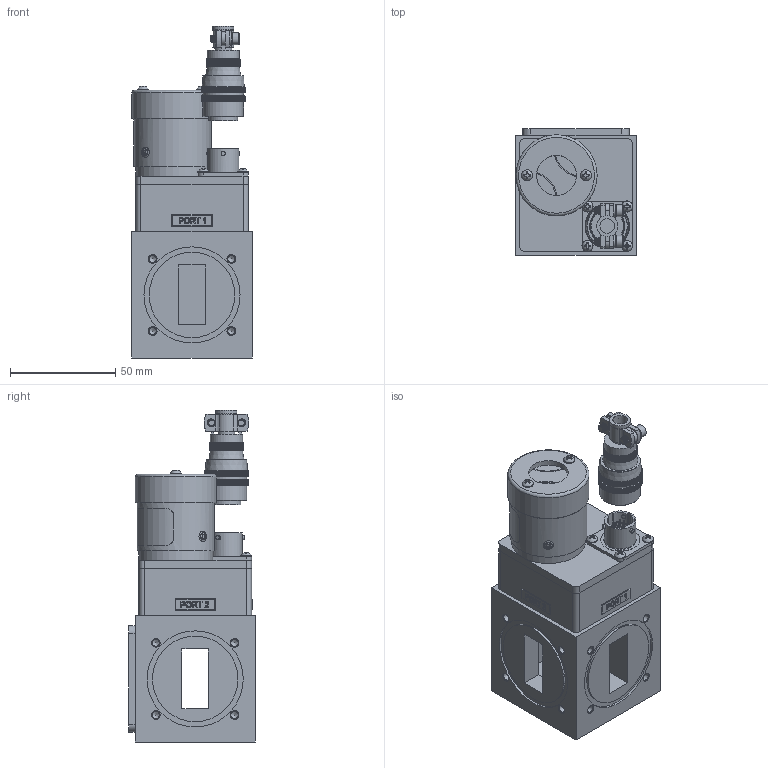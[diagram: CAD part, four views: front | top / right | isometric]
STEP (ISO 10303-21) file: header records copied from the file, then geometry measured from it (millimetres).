
FILE_DESCRIPTION (( 'STEP AP203' ), '1' );
FILE_NAME ('PEWGS6023_3D.step', '2021-05-04T19:20:12', ( '' ), ( '' ), 'SwSTEP 2.0', 'SolidWorks 2020', '' );
FILE_SCHEMA (( 'CONFIG_CONTROL_DESIGN' ));
Products named in the file (1): PEWGS6023_3D
Bounding box: 57.15 x 60.2 x 157.9 mm (x, y, z)
Volume: 273974 mm3; surface area: 52745.6 mm2
Topology: 2 solids, 11 shells, 7741 faces, 17458 edges, 9871 vertices
Faces by surface type: bspline 5512, cylinder 1456, plane 607, cone 141, torus 17, sphere 8
Full cylindrical faces by diameter (mm): 0.675 x10, 2.032 x6, 2.527 x8, 3.048 x2, 3.454 x20, 3.658 x3, 3.759 x2, 3.797 x4, 4.166 x20, 5.283 x6, 5.74 x2, 6.248 x2, 6.987 x1, 8.003 x1, 10.035 x1, 12.192 x1, 12.954 x1, 13.716 x1, 14.986 x1, 15.392 x1, 18.796 x1, 19.05 x1, 19.304 x2, 35.052 x1, 36.703 x1, 38.608 x1, 40.64 x4, 45.72 x4
Entity records: 275449 total; most frequent: CARTESIAN_POINT 165085, ORIENTED_EDGE 34346, EDGE_CURVE 17173, VERTEX_POINT 9787, DIRECTION 8118, EDGE_LOOP 8070, FACE_OUTER_BOUND 7858, ADVANCED_FACE 7730
